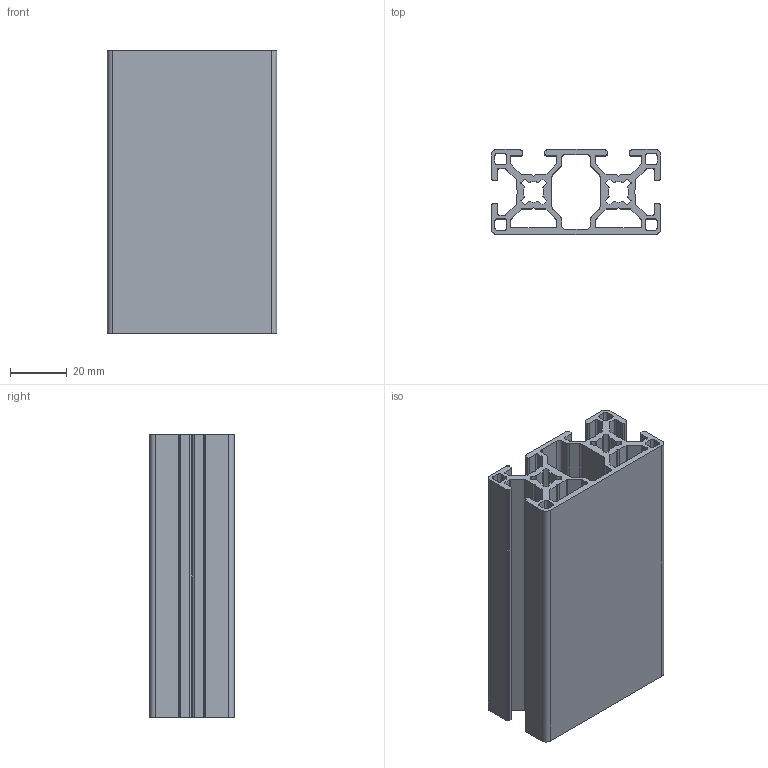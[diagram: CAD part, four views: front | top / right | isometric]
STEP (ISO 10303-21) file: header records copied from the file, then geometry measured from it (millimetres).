
FILE_DESCRIPTION(/* description */ ('Aluminiumprofil 30x60 4N'),/* implementation_level */ '2;1');
FILE_NAME(/* name */ '481993420 Aluminiumprofil 30x60 4N.stp',/* time_stamp */ '2021-10-19T10:47:22+02:00',/* author */ ('wheldmann'),/* organization */ (''),/* preprocessor_version */ 'ST-DEVELOPER v17.2',/* originating_system */ 'Autodesk Inventor 2019',/* authorisation */ ' ');
FILE_SCHEMA (('AUTOMOTIVE_DESIGN { 1 0 10303 214 3 1 1 }'));
Length unit declared in the file: millimetre
Products named in the file (1): 481993420
Bounding box: 60 x 30 x 100 mm (x, y, z)
Volume: 58795.8 mm3; surface area: 59826.4 mm2
Topology: 1 solids, 1 shells, 294 faces, 876 edges, 584 vertices
Faces by surface type: cylinder 158, plane 136
Entity records: 10062 total; most frequent: DIRECTION 1782, CARTESIAN_POINT 1755, ORIENTED_EDGE 1752, EDGE_CURVE 876, AXIS2_PLACEMENT_3D 611, VERTEX_POINT 584, LINE 560, VECTOR 560
